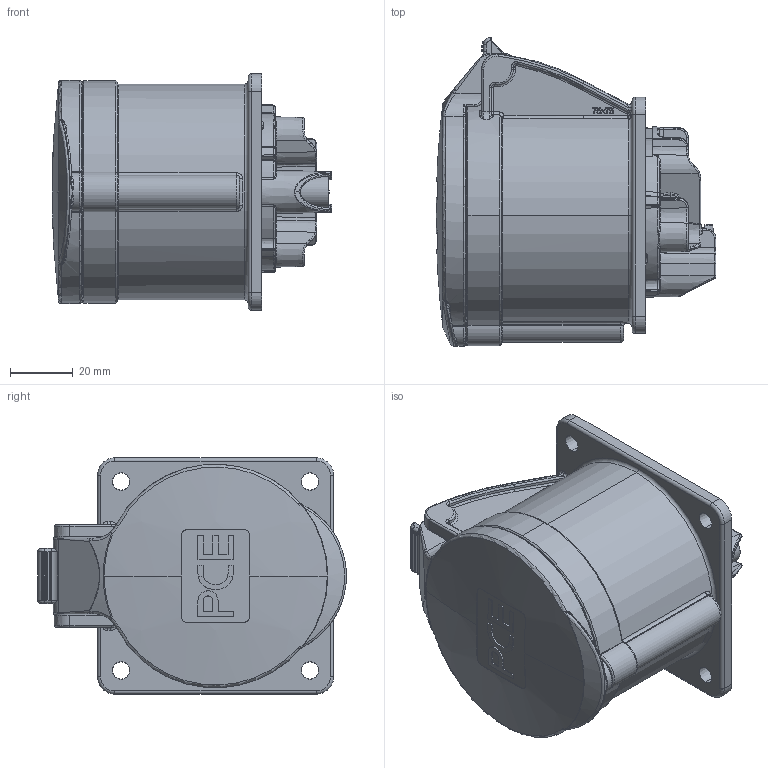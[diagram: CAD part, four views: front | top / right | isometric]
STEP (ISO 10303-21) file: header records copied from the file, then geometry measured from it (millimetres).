
FILE_DESCRIPTION (( 'STEP AP203' ), '1' );
FILE_NAME ('325-6f7.STEP', '2017-11-23T14:34:58', ( '' ), ( '' ), 'SwSTEP 2.0', 'SolidWorks 2016', '' );
FILE_SCHEMA (( 'CONFIG_CONTROL_DESIGN' ));
Length unit declared in the file: millimetre
Products named in the file (1): 325-6f7
Bounding box: 88.79 x 98.05 x 75 mm (x, y, z)
Volume: 291546.5 mm3; surface area: 40696.7 mm2
Topology: 1 solids, 1 shells, 1801 faces, 4545 edges, 2719 vertices
Faces by surface type: plane 529, bspline 524, cylinder 304, cone 219, torus 191, sphere 34
Entity records: 71857 total; most frequent: CARTESIAN_POINT 33584, ORIENTED_EDGE 8918, DIRECTION 6807, EDGE_CURVE 4459, VERTEX_POINT 2719, AXIS2_PLACEMENT_3D 2701, EDGE_LOOP 1886, ADVANCED_FACE 1801
